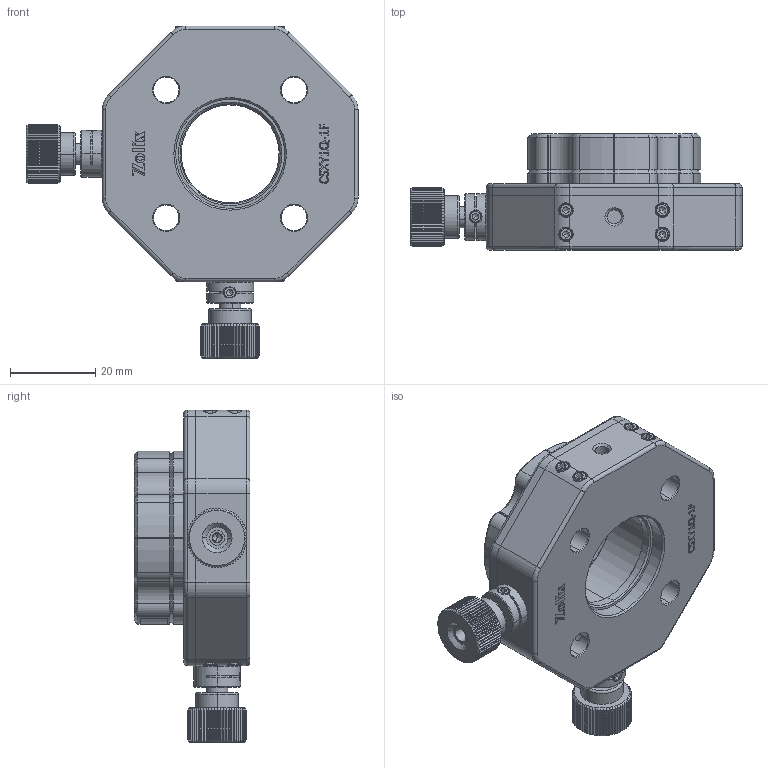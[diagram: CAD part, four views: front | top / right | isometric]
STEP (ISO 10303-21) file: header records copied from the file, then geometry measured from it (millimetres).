
FILE_DESCRIPTION (( 'STEP AP203' ), '1' );
FILE_NAME ('CSXY1Q-1F.STEP', '2025-08-12T06:22:20', ( '' ), ( '' ), 'SwSTEP 2.0', 'SolidWorks 2020', '' );
FILE_SCHEMA (( 'CONFIG_CONTROL_DESIGN' ));
Length unit declared in the file: millimetre
Products named in the file (1): CSXY1Q-1F
Bounding box: 77.9 x 27.2 x 77.9 mm (x, y, z)
Volume: 42353.2 mm3; surface area: 31622.1 mm2
Topology: 44 solids, 44 shells, 2283 faces, 5877 edges, 3709 vertices
Faces by surface type: plane 1155, cylinder 508, cone 336, bspline 158, torus 126
Entity records: 78195 total; most frequent: CARTESIAN_POINT 23907, ORIENTED_EDGE 11610, DIRECTION 10745, EDGE_CURVE 5805, AXIS2_PLACEMENT_3D 3764, VERTEX_POINT 3709, LINE 3217, VECTOR 3217
